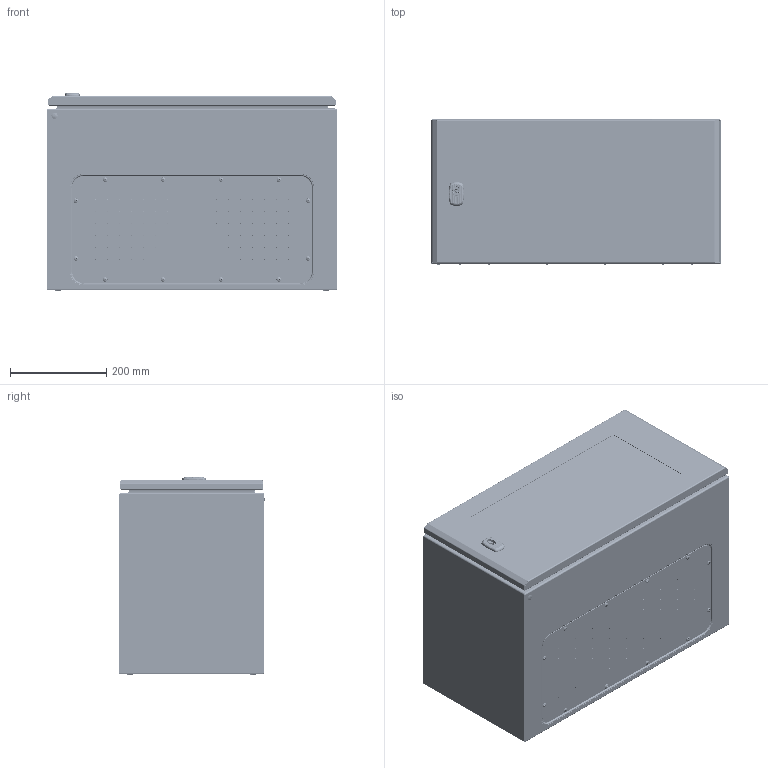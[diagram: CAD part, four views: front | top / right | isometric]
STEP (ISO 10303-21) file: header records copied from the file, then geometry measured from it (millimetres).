
FILE_DESCRIPTION(('STEP AP242'),'1');
FILE_NAME('nsyvdm5u4f.stp','2021-09-26T12:32:49',('TraceParts'),('TraceParts S.A.'),'Spatial InterOp 3D',' ',' ');
FILE_SCHEMA(('AP242_MANAGED_MODEL_BASED_3D_ENGINEERING_MIM_LF {1 0 10303 442 1 1 4}'));
Length unit declared in the file: millimetre
Products named in the file (1): nsyvdm5u4f_1
Bounding box: 600 x 301.2 x 410.4 mm (x, y, z)
Volume: 2138674 mm3; surface area: 2717088.9 mm2
Topology: 57 solids, 57 shells, 6071 faces, 15565 edges, 9459 vertices
Faces by surface type: plane 2399, cylinder 1052, cone 1018, bspline 844, torus 659, sphere 90, extrusion 5, revolution 4
Entity records: 238146 total; most frequent: CARTESIAN_POINT 98849, ORIENTED_EDGE 30190, DIRECTION 27094, EDGE_CURVE 15095, AXIS2_PLACEMENT_3D 10118, VERTEX_POINT 9459, VECTOR 6854, LINE 6849
